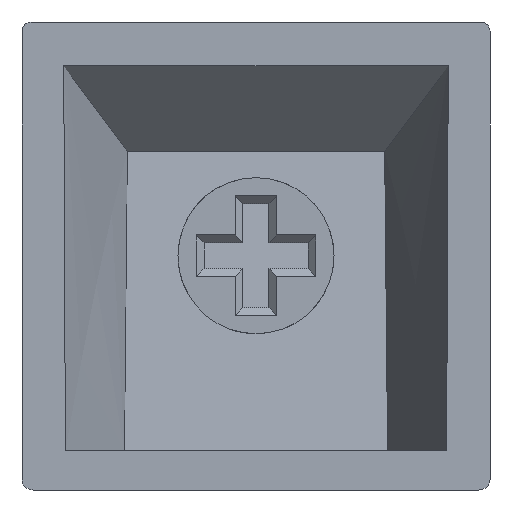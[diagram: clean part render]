
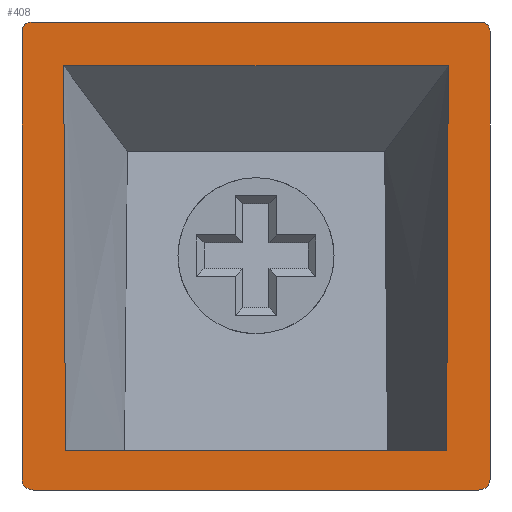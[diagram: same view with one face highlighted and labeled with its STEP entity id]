
A CAD part, front view. The second image highlights one B-rep face of the part: STEP entity #408.
In plain terms, the highlighted planar face has unit normal (0, -1, 0).
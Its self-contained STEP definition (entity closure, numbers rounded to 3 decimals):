
#408=ADVANCED_FACE('',(#409,#499),#543,.T.);
#409=FACE_BOUND('',#410,.T.);
#410=EDGE_LOOP('',(#411,#421,#435,#443,#457,#465,#479,#487));
#411=ORIENTED_EDGE('',*,*,#412,.T.);
#412=EDGE_CURVE('',#413,#415,#417,.F.);
#413=VERTEX_POINT('',#414);
#414=CARTESIAN_POINT('',(0.451,0.0,-18.0));
#415=VERTEX_POINT('',#416);
#416=CARTESIAN_POINT('',(17.549,0.0,-18.0));
#417=LINE('',#418,#419);
#418=CARTESIAN_POINT('',(0.0,0.0,-18.0));
#419=VECTOR('',#420,1.0);
#420=DIRECTION('',(-1.0,0.0,0.0));
#421=ORIENTED_EDGE('',*,*,#422,.T.);
#422=EDGE_CURVE('',#415,#423,#425,.T.);
#423=VERTEX_POINT('',#424);
#424=CARTESIAN_POINT('',(18.0,0.0,-17.6));
#425=B_SPLINE_CURVE_WITH_KNOTS('',2,(#426,#427,#428,#429,#430,#431,#432,#433,#434),.UNSPECIFIED.,.F.,.U.,(3,2,2,2,3),(0.0,0.25,0.5,0.75,1.0),.PIECEWISE_BEZIER_KNOTS.);
#426=CARTESIAN_POINT('',(17.549,0.0,-18.0));
#427=CARTESIAN_POINT('',(17.634,0.0,-18.0));
#428=CARTESIAN_POINT('',(17.714,0.0,-17.973));
#429=CARTESIAN_POINT('',(17.793,0.0,-17.946));
#430=CARTESIAN_POINT('',(17.858,0.0,-17.892));
#431=CARTESIAN_POINT('',(17.924,0.0,-17.838));
#432=CARTESIAN_POINT('',(17.962,0.0,-17.762));
#433=CARTESIAN_POINT('',(18.,0.0,-17.686));
#434=CARTESIAN_POINT('',(18.,0.0,-17.6));
#435=ORIENTED_EDGE('',*,*,#436,.T.);
#436=EDGE_CURVE('',#423,#437,#439,.F.);
#437=VERTEX_POINT('',#438);
#438=CARTESIAN_POINT('',(18.0,0.0,-0.379));
#439=LINE('',#440,#441);
#440=CARTESIAN_POINT('',(18.0,0.0,0.0));
#441=VECTOR('',#442,1.0);
#442=DIRECTION('',(0.0,0.0,-1.0));
#443=ORIENTED_EDGE('',*,*,#444,.T.);
#444=EDGE_CURVE('',#437,#445,#447,.T.);
#445=VERTEX_POINT('',#446);
#446=CARTESIAN_POINT('',(17.641,0.0,0.0));
#447=B_SPLINE_CURVE_WITH_KNOTS('',2,(#448,#449,#450,#451,#452,#453,#454,#455,#456),.UNSPECIFIED.,.F.,.U.,(3,2,2,2,3),(0.0,0.25,0.5,0.75,1.0),.PIECEWISE_BEZIER_KNOTS.);
#448=CARTESIAN_POINT('',(18.,0.0,-0.379));
#449=CARTESIAN_POINT('',(18.,0.0,-0.304));
#450=CARTESIAN_POINT('',(17.976,0.0,-0.235));
#451=CARTESIAN_POINT('',(17.952,0.0,-0.166));
#452=CARTESIAN_POINT('',(17.902,0.0,-0.111));
#453=CARTESIAN_POINT('',(17.854,0.0,-0.058));
#454=CARTESIAN_POINT('',(17.784,0.0,-0.028));
#455=CARTESIAN_POINT('',(17.718,0.0,0.));
#456=CARTESIAN_POINT('',(17.641,0.0,0.));
#457=ORIENTED_EDGE('',*,*,#458,.T.);
#458=EDGE_CURVE('',#445,#459,#461,.F.);
#459=VERTEX_POINT('',#460);
#460=CARTESIAN_POINT('',(0.359,0.0,0.0));
#461=LINE('',#462,#463);
#462=CARTESIAN_POINT('',(0.0,0.0,0.0));
#463=VECTOR('',#464,1.0);
#464=DIRECTION('',(1.0,0.0,0.0));
#465=ORIENTED_EDGE('',*,*,#466,.T.);
#466=EDGE_CURVE('',#459,#467,#469,.T.);
#467=VERTEX_POINT('',#468);
#468=CARTESIAN_POINT('',(0.0,0.0,-0.379));
#469=B_SPLINE_CURVE_WITH_KNOTS('',2,(#470,#471,#472,#473,#474,#475,#476,#477,#478),.UNSPECIFIED.,.F.,.U.,(3,2,2,2,3),(0.0,0.25,0.5,0.75,1.0),.PIECEWISE_BEZIER_KNOTS.);
#470=CARTESIAN_POINT('',(0.359,0.0,0.));
#471=CARTESIAN_POINT('',(0.284,0.0,0.));
#472=CARTESIAN_POINT('',(0.217,0.0,-0.028));
#473=CARTESIAN_POINT('',(0.15,0.0,-0.056));
#474=CARTESIAN_POINT('',(0.098,0.0,-0.111));
#475=CARTESIAN_POINT('',(0.05,0.0,-0.163));
#476=CARTESIAN_POINT('',(0.024,0.0,-0.235));
#477=CARTESIAN_POINT('',(0.,0.0,-0.302));
#478=CARTESIAN_POINT('',(0.,0.0,-0.379));
#479=ORIENTED_EDGE('',*,*,#480,.T.);
#480=EDGE_CURVE('',#467,#481,#483,.F.);
#481=VERTEX_POINT('',#482);
#482=CARTESIAN_POINT('',(0.0,0.0,-17.6));
#483=LINE('',#484,#485);
#484=CARTESIAN_POINT('',(0.0,0.0,0.0));
#485=VECTOR('',#486,1.0);
#486=DIRECTION('',(0.0,0.0,1.0));
#487=ORIENTED_EDGE('',*,*,#488,.T.);
#488=EDGE_CURVE('',#481,#413,#489,.T.);
#489=B_SPLINE_CURVE_WITH_KNOTS('',2,(#490,#491,#492,#493,#494,#495,#496,#497,#498),.UNSPECIFIED.,.F.,.U.,(3,2,2,2,3),(0.0,0.25,0.5,0.75,1.0),.PIECEWISE_BEZIER_KNOTS.);
#490=CARTESIAN_POINT('',(0.,0.0,-17.6));
#491=CARTESIAN_POINT('',(0.,0.0,-17.683));
#492=CARTESIAN_POINT('',(0.038,0.0,-17.761));
#493=CARTESIAN_POINT('',(0.074,0.0,-17.834));
#494=CARTESIAN_POINT('',(0.141,0.0,-17.892));
#495=CARTESIAN_POINT('',(0.203,0.0,-17.944));
#496=CARTESIAN_POINT('',(0.286,0.0,-17.973));
#497=CARTESIAN_POINT('',(0.364,0.0,-18.0));
#498=CARTESIAN_POINT('',(0.451,0.0,-18.0));
#499=FACE_BOUND('',#500,.T.);
#500=EDGE_LOOP('',(#501,#511,#524,#532));
#501=ORIENTED_EDGE('',*,*,#502,.T.);
#502=EDGE_CURVE('',#503,#505,#507,.T.);
#503=VERTEX_POINT('',#504);
#504=CARTESIAN_POINT('',(16.332,0.,-16.5));
#505=VERTEX_POINT('',#506);
#506=CARTESIAN_POINT('',(1.668,0.0,-16.5));
#507=LINE('',#508,#509);
#508=CARTESIAN_POINT('',(0.0,0.0,-16.5));
#509=VECTOR('',#510,1.0);
#510=DIRECTION('',(-1.0,0.0,0.0));
#511=ORIENTED_EDGE('',*,*,#512,.T.);
#512=EDGE_CURVE('',#505,#513,#515,.T.);
#513=VERTEX_POINT('',#514);
#514=CARTESIAN_POINT('',(1.606,0.,-1.689));
#515=B_SPLINE_CURVE_WITH_KNOTS('',3,(#516,#517,#518,#519,#520,#521,#522,#523),.UNSPECIFIED.,.F.,.U.,(4,2,2,4),(0.0,4.823,9.817,14.811),.UNSPECIFIED.);
#516=CARTESIAN_POINT('',(1.668,0.0,-16.5));
#517=CARTESIAN_POINT('',(1.658,0.0,-14.892));
#518=CARTESIAN_POINT('',(1.65,0.0,-13.285));
#519=CARTESIAN_POINT('',(1.635,0.0,-10.012));
#520=CARTESIAN_POINT('',(1.628,0.,-8.348));
#521=CARTESIAN_POINT('',(1.616,0.,-5.019));
#522=CARTESIAN_POINT('',(1.611,0.,-3.354));
#523=CARTESIAN_POINT('',(1.606,0.,-1.689));
#524=ORIENTED_EDGE('',*,*,#525,.T.);
#525=EDGE_CURVE('',#513,#526,#528,.T.);
#526=VERTEX_POINT('',#527);
#527=CARTESIAN_POINT('',(16.394,0.,-1.689));
#528=LINE('',#529,#530);
#529=CARTESIAN_POINT('',(0.0,0.0,-1.689));
#530=VECTOR('',#531,1.0);
#531=DIRECTION('',(1.0,0.0,0.0));
#532=ORIENTED_EDGE('',*,*,#533,.T.);
#533=EDGE_CURVE('',#526,#503,#534,.T.);
#534=B_SPLINE_CURVE_WITH_KNOTS('',3,(#535,#536,#537,#538,#539,#540,#541,#542),.UNSPECIFIED.,.F.,.U.,(4,2,2,4),(0.0,4.82,9.816,14.811),.UNSPECIFIED.);
#535=CARTESIAN_POINT('',(16.394,0.,-1.689));
#536=CARTESIAN_POINT('',(16.389,0.,-3.296));
#537=CARTESIAN_POINT('',(16.384,0.,-4.903));
#538=CARTESIAN_POINT('',(16.372,0.,-8.175));
#539=CARTESIAN_POINT('',(16.366,0.0,-9.84));
#540=CARTESIAN_POINT('',(16.35,0.0,-13.17));
#541=CARTESIAN_POINT('',(16.342,0.,-14.835));
#542=CARTESIAN_POINT('',(16.332,0.,-16.5));
#543=PLANE('',#544);
#544=AXIS2_PLACEMENT_3D('',#545,#546,#547);
#545=CARTESIAN_POINT('',(0.0,0.0,0.0));
#546=DIRECTION('',(0.0,-1.0,0.0));
#547=DIRECTION('',(0.0,0.0,-1.0));
